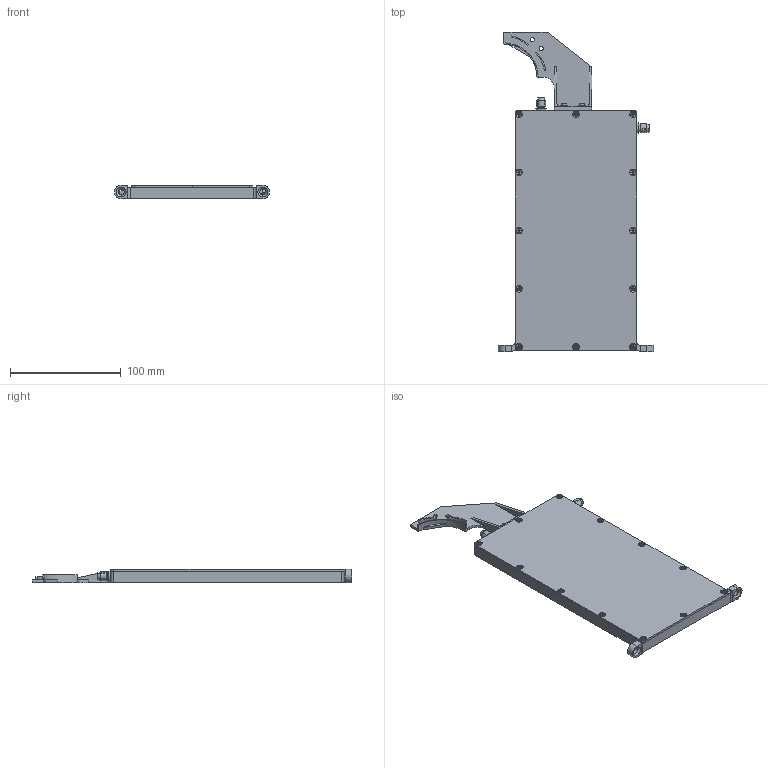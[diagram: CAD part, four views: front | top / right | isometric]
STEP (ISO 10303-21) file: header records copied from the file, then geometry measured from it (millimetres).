
FILE_DESCRIPTION(/* description */ (''),/* implementation_level */ '2;1');
FILE_NAME(/* name */ 'ek_STRAIN_RELIEF_ASM_A1.stp',/* time_stamp */ '2012-11-20T11:02:10-08:00',/* author */ (''),/* organization */ (''),/* preprocessor_version */ 'ST-DEVELOPER v14',/* originating_system */ 'SIEMENS PLM Software NX 8.0',/* authorisation */ '');
FILE_SCHEMA (('AUTOMOTIVE_DESIGN { 1 0 10303 214 3 1 1 1 }'));
Length unit declared in the file: millimetre
Products named in the file (8): ek_91801A135_M2.5x6_flathead_A1; NA0069-025010_A5; DIN 125 M2.5_A1; ek_STRAIN_RELIEF_A1; ek_STRAIN_RELIEF_COVER_A1; ek_SEGMENT_TUBE_FITTING_A1; ek_STRAIN_RELIEF_BOX_A1; ek_STRAIN_RELIEF_ASM_A1
Assembly tree (21 placements, depth 2):
  ek_STRAIN_RELIEF_ASM_A1
    ek_STRAIN_RELIEF_BOX_A1
    ek_SEGMENT_TUBE_FITTING_A1  x2
    ek_STRAIN_RELIEF_COVER_A1
    ek_STRAIN_RELIEF_A1
    DIN 125 M2.5_A1  x2
    NA0069-025010_A5  x2
    ek_91801A135_M2.5x6_flathead_A1  x12
Bounding box: 140 x 288.74 x 12 mm (x, y, z)
Volume: 128023.7 mm3; surface area: 122162.7 mm2
Topology: 21 solids, 21 shells, 972 faces, 2717 edges, 1786 vertices
Faces by surface type: plane 364, cylinder 346, cone 224, bspline 36, torus 2
Full cylindrical faces by diameter (mm): 2.045 x2, 2.05 x14, 2.38 x2, 2.7 x2, 3 x2, 3.5 x12, 3.8 x2, 4.5 x2, 5.2 x2, 5.5 x2, 6 x4, 6.9 x2, 8 x2, 9.5 x4
Entity records: 10778 total; most frequent: CARTESIAN_POINT 3554, DIRECTION 1457, ORIENTED_EDGE 1314, EDGE_CURVE 657, AXIS2_PLACEMENT_3D 559, VERTEX_POINT 467, EDGE_LOOP 415, LINE 339
